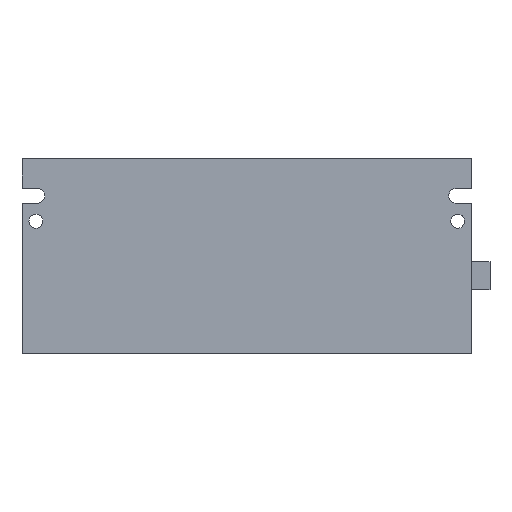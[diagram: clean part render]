
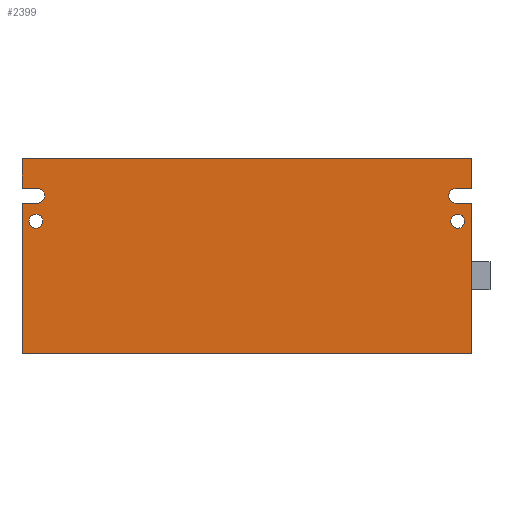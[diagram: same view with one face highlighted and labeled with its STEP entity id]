
A CAD part, left-side view. The second image highlights one B-rep face of the part: STEP entity #2399.
In plain terms, the highlighted planar face has unit normal (-1, 0, 0).
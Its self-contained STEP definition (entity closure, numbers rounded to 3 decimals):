
#2020=CARTESIAN_POINT('',(-52.237,48.5,3.981));
#2021=VERTEX_POINT('',#2020);
#2029=CARTESIAN_POINT('',(-52.237,-48.5,3.981));
#2030=VERTEX_POINT('',#2029);
#2037=CARTESIAN_POINT('',(-52.237,48.5,3.981));
#2038=DIRECTION('',(0.0,-1.0,0.0));
#2039=VECTOR('',#2038,97.);
#2040=LINE('',#2037,#2039);
#2041=EDGE_CURVE('',#2021,#2030,#2040,.T.);
#2053=CARTESIAN_POINT('',(-52.237,48.5,45.981));
#2054=VERTEX_POINT('',#2053);
#2061=CARTESIAN_POINT('',(-52.237,-48.5,45.981));
#2062=VERTEX_POINT('',#2061);
#2063=CARTESIAN_POINT('',(-52.237,48.5,45.981));
#2064=DIRECTION('',(0.0,-1.0,0.0));
#2065=VECTOR('',#2064,97.);
#2066=LINE('',#2063,#2065);
#2067=EDGE_CURVE('',#2054,#2062,#2066,.T.);
#2237=CARTESIAN_POINT('',(-52.237,-48.5,36.356));
#2238=VERTEX_POINT('',#2237);
#2245=CARTESIAN_POINT('',(-52.237,-48.5,3.981));
#2246=DIRECTION('',(0.0,0.0,1.0));
#2247=VECTOR('',#2246,32.375);
#2248=LINE('',#2245,#2247);
#2249=EDGE_CURVE('',#2030,#2238,#2248,.T.);
#2297=CARTESIAN_POINT('',(-52.237,0.0,45.981));
#2298=DIRECTION('',(-1.0,0.0,0.0));
#2299=DIRECTION('',(0.0,0.0,1.0));
#2300=AXIS2_PLACEMENT_3D('',#2297,#2298,#2299);
#2301=PLANE('',#2300);
#2302=CARTESIAN_POINT('',(-52.237,-45.25,36.356));
#2303=VERTEX_POINT('',#2302);
#2304=CARTESIAN_POINT('',(-52.237,-48.5,36.356));
#2305=DIRECTION('',(0.0,1.0,0.0));
#2306=VECTOR('',#2305,3.25);
#2307=LINE('',#2304,#2306);
#2308=EDGE_CURVE('',#2238,#2303,#2307,.T.);
#2309=ORIENTED_EDGE('',*,*,#2308,.T.);
#2310=CARTESIAN_POINT('',(-52.237,-45.25,39.606));
#2311=VERTEX_POINT('',#2310);
#2312=CARTESIAN_POINT('',(-52.237,-45.25,37.981));
#2313=DIRECTION('',(1.0,0.0,0.0));
#2314=DIRECTION('',(0.0,0.0,-1.0));
#2315=AXIS2_PLACEMENT_3D('',#2312,#2313,#2314);
#2316=CIRCLE('',#2315,1.625);
#2317=EDGE_CURVE('',#2303,#2311,#2316,.T.);
#2318=ORIENTED_EDGE('',*,*,#2317,.T.);
#2319=CARTESIAN_POINT('',(-52.237,-48.5,39.606));
#2320=VERTEX_POINT('',#2319);
#2321=CARTESIAN_POINT('',(-52.237,-45.25,39.606));
#2322=DIRECTION('',(0.0,-1.0,0.0));
#2323=VECTOR('',#2322,3.25);
#2324=LINE('',#2321,#2323);
#2325=EDGE_CURVE('',#2311,#2320,#2324,.T.);
#2326=ORIENTED_EDGE('',*,*,#2325,.T.);
#2327=CARTESIAN_POINT('',(-52.237,-48.5,39.606));
#2328=DIRECTION('',(0.0,0.0,1.0));
#2329=VECTOR('',#2328,6.375);
#2330=LINE('',#2327,#2329);
#2331=EDGE_CURVE('',#2320,#2062,#2330,.T.);
#2332=ORIENTED_EDGE('',*,*,#2331,.T.);
#2333=ORIENTED_EDGE('',*,*,#2067,.F.);
#2334=CARTESIAN_POINT('',(-52.237,48.5,39.606));
#2335=VERTEX_POINT('',#2334);
#2336=CARTESIAN_POINT('',(-52.237,48.5,45.981));
#2337=DIRECTION('',(0.0,0.0,-1.0));
#2338=VECTOR('',#2337,6.375);
#2339=LINE('',#2336,#2338);
#2340=EDGE_CURVE('',#2054,#2335,#2339,.T.);
#2341=ORIENTED_EDGE('',*,*,#2340,.T.);
#2342=CARTESIAN_POINT('',(-52.237,45.25,39.606));
#2343=VERTEX_POINT('',#2342);
#2344=CARTESIAN_POINT('',(-52.237,48.5,39.606));
#2345=DIRECTION('',(0.0,-1.0,0.0));
#2346=VECTOR('',#2345,3.25);
#2347=LINE('',#2344,#2346);
#2348=EDGE_CURVE('',#2335,#2343,#2347,.T.);
#2349=ORIENTED_EDGE('',*,*,#2348,.T.);
#2350=CARTESIAN_POINT('',(-52.237,45.25,36.356));
#2351=VERTEX_POINT('',#2350);
#2352=CARTESIAN_POINT('',(-52.237,45.25,37.981));
#2353=DIRECTION('',(1.0,0.0,0.0));
#2354=DIRECTION('',(0.0,0.0,1.0));
#2355=AXIS2_PLACEMENT_3D('',#2352,#2353,#2354);
#2356=CIRCLE('',#2355,1.625);
#2357=EDGE_CURVE('',#2343,#2351,#2356,.T.);
#2358=ORIENTED_EDGE('',*,*,#2357,.T.);
#2359=CARTESIAN_POINT('',(-52.237,48.5,36.356));
#2360=VERTEX_POINT('',#2359);
#2361=CARTESIAN_POINT('',(-52.237,45.25,36.356));
#2362=DIRECTION('',(0.0,1.0,0.0));
#2363=VECTOR('',#2362,3.25);
#2364=LINE('',#2361,#2363);
#2365=EDGE_CURVE('',#2351,#2360,#2364,.T.);
#2366=ORIENTED_EDGE('',*,*,#2365,.T.);
#2367=CARTESIAN_POINT('',(-52.237,48.5,36.356));
#2368=DIRECTION('',(0.0,0.0,-1.0));
#2369=VECTOR('',#2368,32.375);
#2370=LINE('',#2367,#2369);
#2371=EDGE_CURVE('',#2360,#2021,#2370,.T.);
#2372=ORIENTED_EDGE('',*,*,#2371,.T.);
#2373=ORIENTED_EDGE('',*,*,#2041,.T.);
#2374=ORIENTED_EDGE('',*,*,#2249,.T.);
#2375=EDGE_LOOP('',(#2309,#2318,#2326,#2332,#2333,#2341,#2349,#2358,#2366,#2372,#2373,#2374));
#2376=FACE_OUTER_BOUND('',#2375,.T.);
#2377=CARTESIAN_POINT('',(-52.237,-45.5,30.981));
#2378=VERTEX_POINT('',#2377);
#2379=CARTESIAN_POINT('',(-52.237,-45.5,32.481));
#2380=DIRECTION('',(1.0,0.0,0.0));
#2381=DIRECTION('',(0.0,0.0,1.0));
#2382=AXIS2_PLACEMENT_3D('',#2379,#2380,#2381);
#2383=CIRCLE('',#2382,1.5);
#2384=EDGE_CURVE('',#2378,#2378,#2383,.T.);
#2385=ORIENTED_EDGE('',*,*,#2384,.T.);
#2386=EDGE_LOOP('',(#2385));
#2387=FACE_BOUND('',#2386,.T.);
#2388=CARTESIAN_POINT('',(-52.237,45.5,30.981));
#2389=VERTEX_POINT('',#2388);
#2390=CARTESIAN_POINT('',(-52.237,45.5,32.481));
#2391=DIRECTION('',(1.0,0.0,0.0));
#2392=DIRECTION('',(0.0,0.0,1.0));
#2393=AXIS2_PLACEMENT_3D('',#2390,#2391,#2392);
#2394=CIRCLE('',#2393,1.5);
#2395=EDGE_CURVE('',#2389,#2389,#2394,.T.);
#2396=ORIENTED_EDGE('',*,*,#2395,.T.);
#2397=EDGE_LOOP('',(#2396));
#2398=FACE_BOUND('',#2397,.T.);
#2399=ADVANCED_FACE('',(#2376,#2387,#2398),#2301,.T.);
